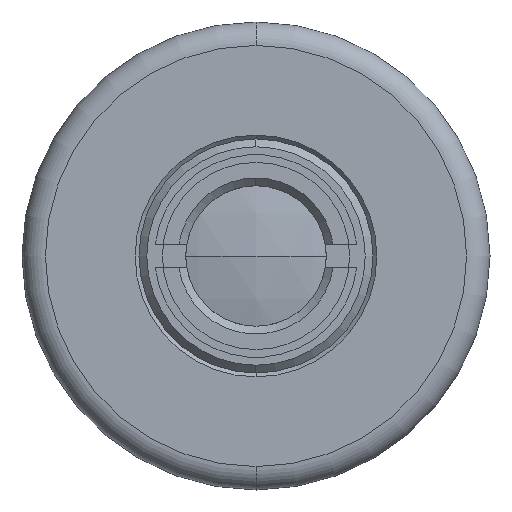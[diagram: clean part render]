
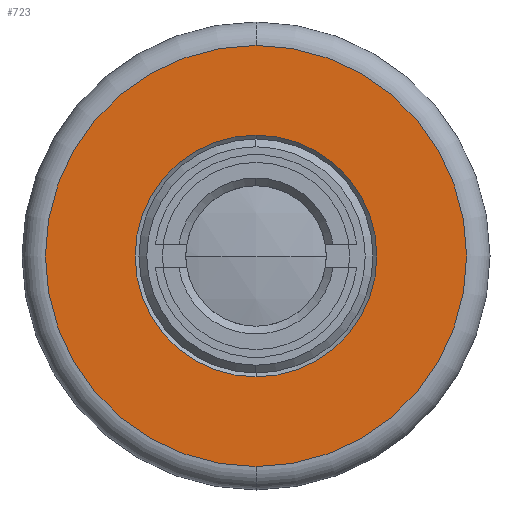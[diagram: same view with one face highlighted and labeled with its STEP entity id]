
A CAD part, left-side view. The second image highlights one B-rep face of the part: STEP entity #723.
In plain terms, the highlighted planar face has unit normal (-1, 0, 0).
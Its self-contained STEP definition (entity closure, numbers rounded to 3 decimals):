
#3 = DIRECTION ( 'NONE',  ( -1., 0., 0. ) ) ;
#18 = AXIS2_PLACEMENT_3D ( 'NONE', #118, #1544, #1182 ) ;
#33 = ORIENTED_EDGE ( 'NONE', *, *, #1479, .T. ) ;
#88 = AXIS2_PLACEMENT_3D ( 'NONE', #94, #576, #1052 ) ;
#94 = CARTESIAN_POINT ( 'NONE',  ( 19.139, 0., 0. ) ) ;
#118 = CARTESIAN_POINT ( 'NONE',  ( 19.139, 0., 0. ) ) ;
#161 = ORIENTED_EDGE ( 'NONE', *, *, #1077, .T. ) ;
#162 = DIRECTION ( 'NONE',  ( 0., 0., -1. ) ) ;
#221 = EDGE_LOOP ( 'NONE', ( #526, #161 ) ) ;
#224 = DIRECTION ( 'NONE',  ( 0., 0., -1. ) ) ;
#287 = CARTESIAN_POINT ( 'NONE',  ( 19.139, 0., 0. ) ) ;
#482 = VERTEX_POINT ( 'NONE', #944 ) ;
#486 = DIRECTION ( 'NONE',  ( 0., 0., -1. ) ) ;
#507 = DIRECTION ( 'NONE',  ( 1., 0., 0. ) ) ;
#526 = ORIENTED_EDGE ( 'NONE', *, *, #1337, .T. ) ;
#576 = DIRECTION ( 'NONE',  ( 1., 0., 0. ) ) ;
#591 = CIRCLE ( 'NONE', #88, 7.75 ) ;
#599 = FACE_BOUND ( 'NONE', #221, .T. ) ;
#695 = DIRECTION ( 'NONE',  ( 1., 0., 0. ) ) ;
#701 = EDGE_CURVE ( 'NONE', #1447, #482, #1017, .T. ) ;
#711 = ORIENTED_EDGE ( 'NONE', *, *, #701, .T. ) ;
#723 = ADVANCED_FACE ( 'NONE', ( #1073, #599 ), #1430, .F. ) ;
#758 = CARTESIAN_POINT ( 'NONE',  ( 19.139, 0., 7.75 ) ) ;
#838 = AXIS2_PLACEMENT_3D ( 'NONE', #287, #507, #162 ) ;
#944 = CARTESIAN_POINT ( 'NONE',  ( 19.139, 0., -13.5 ) ) ;
#1017 = CIRCLE ( 'NONE', #18, 13.5 ) ;
#1052 = DIRECTION ( 'NONE',  ( 0., 0., -1. ) ) ;
#1067 = CARTESIAN_POINT ( 'NONE',  ( 19.139, 0., -7.75 ) ) ;
#1073 = FACE_OUTER_BOUND ( 'NONE', #1349, .T. ) ;
#1074 = CARTESIAN_POINT ( 'NONE',  ( 19.139, 0., 13.5 ) ) ;
#1077 = EDGE_CURVE ( 'NONE', #1381, #1558, #1480, .T. ) ;
#1082 = CARTESIAN_POINT ( 'NONE',  ( 19.139, 0., 0. ) ) ;
#1182 = DIRECTION ( 'NONE',  ( 0., 0., -1. ) ) ;
#1294 = CIRCLE ( 'NONE', #1395, 13.5 ) ;
#1308 = AXIS2_PLACEMENT_3D ( 'NONE', #1437, #695, #224 ) ;
#1337 = EDGE_CURVE ( 'NONE', #1558, #1381, #591, .T. ) ;
#1349 = EDGE_LOOP ( 'NONE', ( #33, #711 ) ) ;
#1381 = VERTEX_POINT ( 'NONE', #1067 ) ;
#1395 = AXIS2_PLACEMENT_3D ( 'NONE', #1082, #3, #486 ) ;
#1430 = PLANE ( 'NONE',  #1308 ) ;
#1437 = CARTESIAN_POINT ( 'NONE',  ( 19.139, 7.25, 0. ) ) ;
#1447 = VERTEX_POINT ( 'NONE', #1074 ) ;
#1479 = EDGE_CURVE ( 'NONE', #482, #1447, #1294, .T. ) ;
#1480 = CIRCLE ( 'NONE', #838, 7.75 ) ;
#1544 = DIRECTION ( 'NONE',  ( -1., 0., 0. ) ) ;
#1558 = VERTEX_POINT ( 'NONE', #758 ) ;
